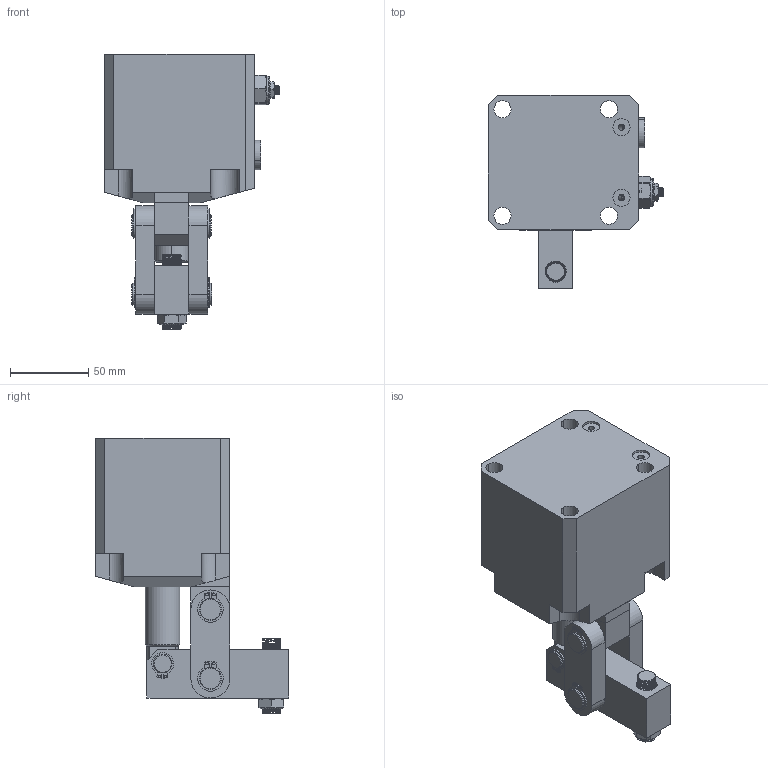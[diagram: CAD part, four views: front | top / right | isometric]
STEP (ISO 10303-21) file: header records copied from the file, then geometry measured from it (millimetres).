
FILE_DESCRIPTION (( 'STEP AP214' ), '1' );
FILE_NAME ('CBLU-55CR.STEP', '2019-05-07T07:37:07', ( '' ), ( '' ), 'SwSTEP 2.0', 'SolidWorks 2016', '' );
FILE_SCHEMA (( 'AUTOMOTIVE_DESIGN' ));
Length unit declared in the file: millimetre
Products named in the file (15): changxiao; CBLU-55CR掛极_2_1; CBLU-55CR; 囀鞠褒黑芛郔陔1-4_1; hex thin nuts-grades ab-chamfered gb(GB_FASTENER_NUT_STNAB M6-S); 20覃厒裝; 20概极; yabi; luomu; luogan; liangan; kahuang01; kahuang; huosaigan_5; duanxiao
Assembly tree (20 placements, depth 2):
  CBLU-55CR
    CBLU-55CR掛极_2_1
    changxiao  x2
    duanxiao
    huosaigan_5
    kahuang  x4
    kahuang01  x2
    liangan  x2
    luogan
    luomu
    yabi
    20概极
    20覃厒裝
    hex thin nuts-grades ab-chamfered gb(GB_FASTENER_NUT_STNAB M6-S)
    囀鞠褒黑芛郔陔1-4_1
Bounding box: 111.9 x 123.5 x 176.14 mm (x, y, z)
Volume: 695939.4 mm3; surface area: 133029.2 mm2
Topology: 21 solids, 100 shells, 925 faces, 2513 edges, 1716 vertices
Faces by surface type: cylinder 454, plane 208, bspline 167, cone 96
Full cylindrical faces by diameter (mm): 11.5 x25
Entity records: 65931 total; most frequent: CARTESIAN_POINT 47652, ORIENTED_EDGE 4145, DIRECTION 2785, EDGE_CURVE 2204, VERTEX_POINT 1517, AXIS2_PLACEMENT_3D 1041, EDGE_LOOP 882, B_SPLINE_CURVE_WITH_KNOTS 849
